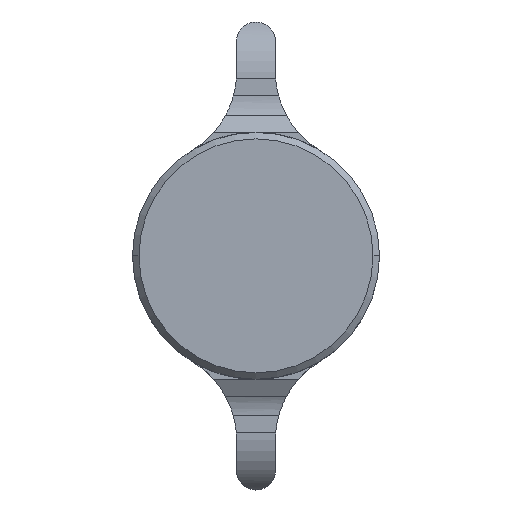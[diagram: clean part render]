
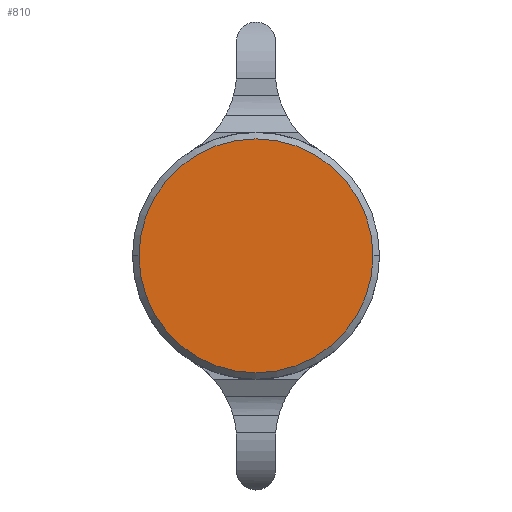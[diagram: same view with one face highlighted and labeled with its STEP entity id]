
A CAD part, top view. The second image highlights one B-rep face of the part: STEP entity #810.
In plain terms, the highlighted planar face has unit normal (0, 0, 1).
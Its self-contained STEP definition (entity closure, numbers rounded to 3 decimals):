
#37 = EDGE_LOOP ( 'NONE', ( #1725, #1055 ) ) ;
#87 = EDGE_CURVE ( 'NONE', #1199, #125, #1264, .T. ) ;
#125 = VERTEX_POINT ( 'NONE', #1802 ) ;
#268 = EDGE_CURVE ( 'NONE', #125, #1199, #289, .T. ) ;
#289 = CIRCLE ( 'NONE', #576, 9. ) ;
#382 = DIRECTION ( 'NONE',  ( -1., 0., 0. ) ) ;
#455 = DIRECTION ( 'NONE',  ( -1., 0., 0. ) ) ;
#529 = DIRECTION ( 'NONE',  ( 0., 0., 1. ) ) ;
#576 = AXIS2_PLACEMENT_3D ( 'NONE', #743, #529, #382 ) ;
#743 = CARTESIAN_POINT ( 'NONE',  ( 0., 0., 5.2 ) ) ;
#810 = ADVANCED_FACE ( 'NONE', ( #1410 ), #1931, .T. ) ;
#1055 = ORIENTED_EDGE ( 'NONE', *, *, #268, .T. ) ;
#1110 = DIRECTION ( 'NONE',  ( 1., 0., 0. ) ) ;
#1140 = CARTESIAN_POINT ( 'NONE',  ( 0., 0., 5.2 ) ) ;
#1199 = VERTEX_POINT ( 'NONE', #1698 ) ;
#1230 = AXIS2_PLACEMENT_3D ( 'NONE', #1441, #1971, #1110 ) ;
#1264 = CIRCLE ( 'NONE', #1417, 9. ) ;
#1326 = DIRECTION ( 'NONE',  ( 0., 0., 1. ) ) ;
#1410 = FACE_OUTER_BOUND ( 'NONE', #37, .T. ) ;
#1417 = AXIS2_PLACEMENT_3D ( 'NONE', #1140, #1326, #455 ) ;
#1441 = CARTESIAN_POINT ( 'NONE',  ( 0., 0., 5.2 ) ) ;
#1698 = CARTESIAN_POINT ( 'NONE',  ( -9., 0., 5.2 ) ) ;
#1725 = ORIENTED_EDGE ( 'NONE', *, *, #87, .T. ) ;
#1802 = CARTESIAN_POINT ( 'NONE',  ( 9., 0., 5.2 ) ) ;
#1931 = PLANE ( 'NONE',  #1230 ) ;
#1971 = DIRECTION ( 'NONE',  ( 0., 0., 1. ) ) ;
